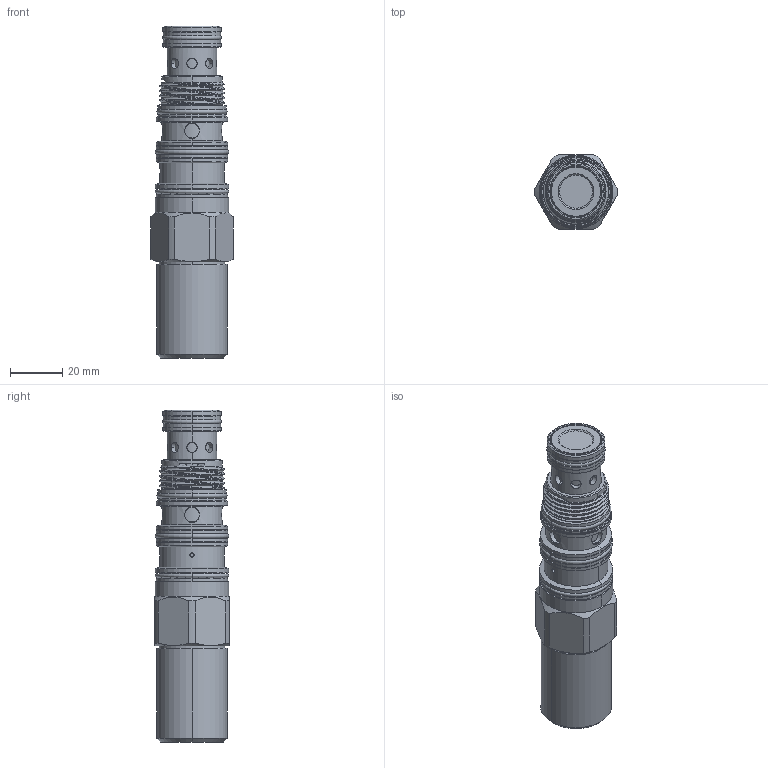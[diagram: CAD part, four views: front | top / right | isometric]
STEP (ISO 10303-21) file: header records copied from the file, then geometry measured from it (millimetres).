
FILE_DESCRIPTION (( 'STEP AP203' ), '1' );
FILE_NAME ('DD22A4Q-CB.STEP', '2023-11-29T07:13:19', ( '' ), ( '' ), 'SwSTEP 2.0', 'SolidWorks 2018', '' );
FILE_SCHEMA (( 'CONFIG_CONTROL_DESIGN' ));
Length unit declared in the file: millimetre
Products named in the file (1): DD22A4Q-CB
Bounding box: 31.59 x 28.57 x 127.18 mm (x, y, z)
Volume: 66605 mm3; surface area: 14915.2 mm2
Topology: 1 solids, 1 shells, 327 faces, 765 edges, 483 vertices
Faces by surface type: cylinder 141, plane 106, cone 55, torus 19, bspline 6
Entity records: 11731 total; most frequent: CARTESIAN_POINT 4281, ORIENTED_EDGE 1530, DIRECTION 1523, EDGE_CURVE 765, AXIS2_PLACEMENT_3D 579, VERTEX_POINT 483, EDGE_LOOP 372, LINE 365
